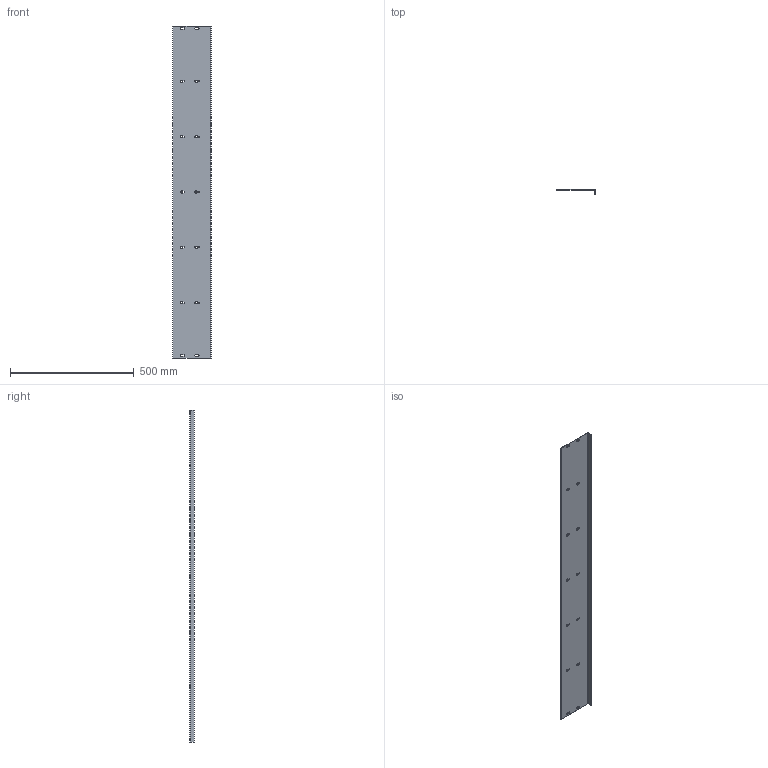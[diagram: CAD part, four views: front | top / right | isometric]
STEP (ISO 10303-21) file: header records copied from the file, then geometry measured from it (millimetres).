
FILE_DESCRIPTION(/* description */ (''),/* implementation_level */ '2;1');
FILE_NAME(/* name */ '190717_cover_fiber.stp',/* time_stamp */ '2019-07-17T13:04:38+02:00',/* author */ (''),/* organization */ (''),/* preprocessor_version */ 'ST-DEVELOPER v16.7',/* originating_system */ 'SIEMENS PLM Software NX 12.0',/* authorisation */ '');
FILE_SCHEMA (('AUTOMOTIVE_DESIGN { 1 0 10303 214 3 1 1 1 }'));
Length unit declared in the file: millimetre
Products named in the file (1): bmas23D4C2D8s0pk
Bounding box: 155.5 x 18 x 1344 mm (x, y, z)
Volume: 228507.3 mm3; surface area: 460680.2 mm2
Topology: 1 solids, 1 shells, 66 faces, 192 edges, 128 vertices
Faces by surface type: plane 36, cylinder 30
Entity records: 2284 total; most frequent: CARTESIAN_POINT 387, DIRECTION 386, ORIENTED_EDGE 384, EDGE_CURVE 192, LINE 132, VECTOR 132, VERTEX_POINT 128, AXIS2_PLACEMENT_3D 127
